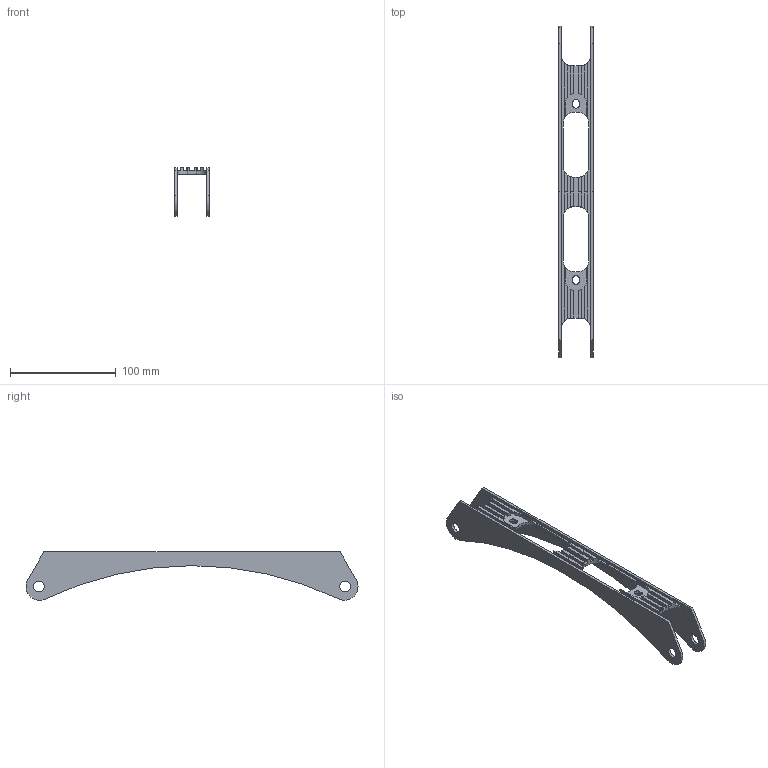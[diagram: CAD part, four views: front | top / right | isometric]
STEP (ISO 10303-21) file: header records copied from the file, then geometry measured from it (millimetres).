
FILE_DESCRIPTION(/* description */ (''),/* implementation_level */ '2;1');
FILE_NAME(/* name */ 'Core XLarge 290mm.step',/* time_stamp */ '2022-09-08T20:15:55-04:00',/* author */ (''),/* organization */ (''),/* preprocessor_version */ 'ST-DEVELOPER v19',/* originating_system */ 'Autodesk Translation Framework v11.7.0.108',/* authorisation */ '');
FILE_SCHEMA (('AUTOMOTIVE_DESIGN { 1 0 10303 214 3 1 1 }'));
Length unit declared in the file: millimetre
Products named in the file (1): Core-XLarge-extrusion 65
Bounding box: 33 x 314.61 x 46 mm (x, y, z)
Volume: 53383.5 mm3; surface area: 43678.9 mm2
Topology: 1 solids, 1 shells, 118 faces, 354 edges, 236 vertices
Faces by surface type: plane 82, cylinder 36
Full cylindrical faces by diameter (mm): 10.1 x4
Entity records: 4107 total; most frequent: CARTESIAN_POINT 777, ORIENTED_EDGE 708, DIRECTION 684, EDGE_CURVE 354, LINE 238, VECTOR 238, VERTEX_POINT 236, AXIS2_PLACEMENT_3D 223
